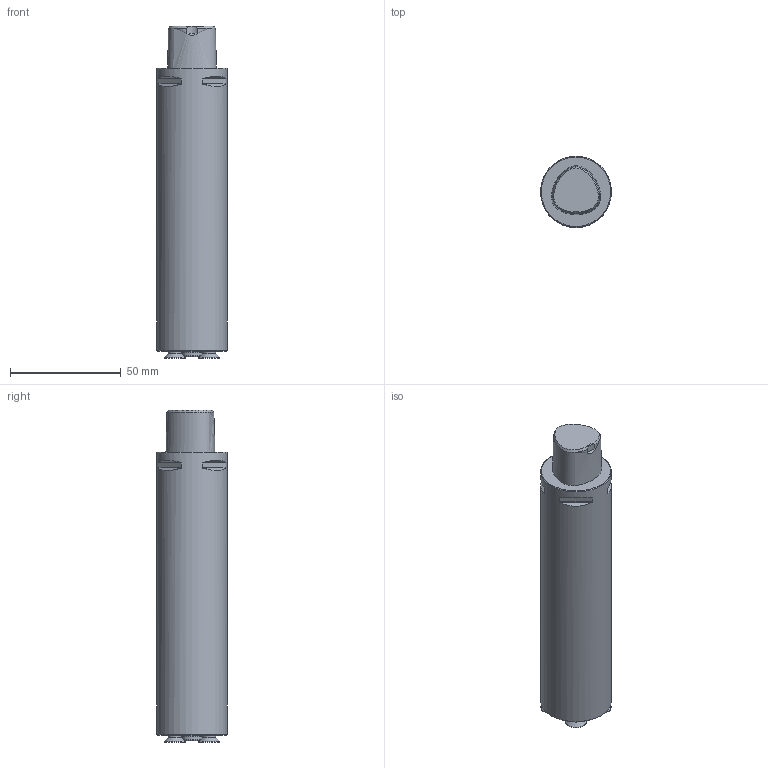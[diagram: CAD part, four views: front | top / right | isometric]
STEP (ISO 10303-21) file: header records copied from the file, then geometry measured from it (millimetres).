
FILE_DESCRIPTION(/* description */ (''),/* implementation_level */ '2;1');
FILE_NAME(/* name */ '1529480692843.stp',/* time_stamp */ '2018-06-20T09:45:01+02:00',/* author */ (''),/* organization */ ('SMS'),/* preprocessor_version */ 'ST-DEVELOPER v15',/* originating_system */ 'SIEMENS PLM Software NX 8.5',/* authorisation */ '');
FILE_SCHEMA (('AUTOMOTIVE_DESIGN { 1 0 10303 214 3 1 1 1 }'));
Length unit declared in the file: millimetre
Products named in the file (1): C3-X10D-032-128
Bounding box: 32 x 32 x 150 mm (x, y, z)
Volume: 110216.8 mm3; surface area: 16338.9 mm2
Topology: 1 solids, 1 shells, 56 faces, 125 edges, 84 vertices
Faces by surface type: plane 20, cylinder 15, cone 10, torus 9, bspline 2
Full cylindrical faces by diameter (mm): 6 x4, 9.992 x1, 32 x1
Entity records: 2024 total; most frequent: CARTESIAN_POINT 902, DIRECTION 220, ORIENTED_EDGE 180, AXIS2_PLACEMENT_3D 98, EDGE_LOOP 90, EDGE_CURVE 90, VERTEX_POINT 70, FACE_BOUND 60
